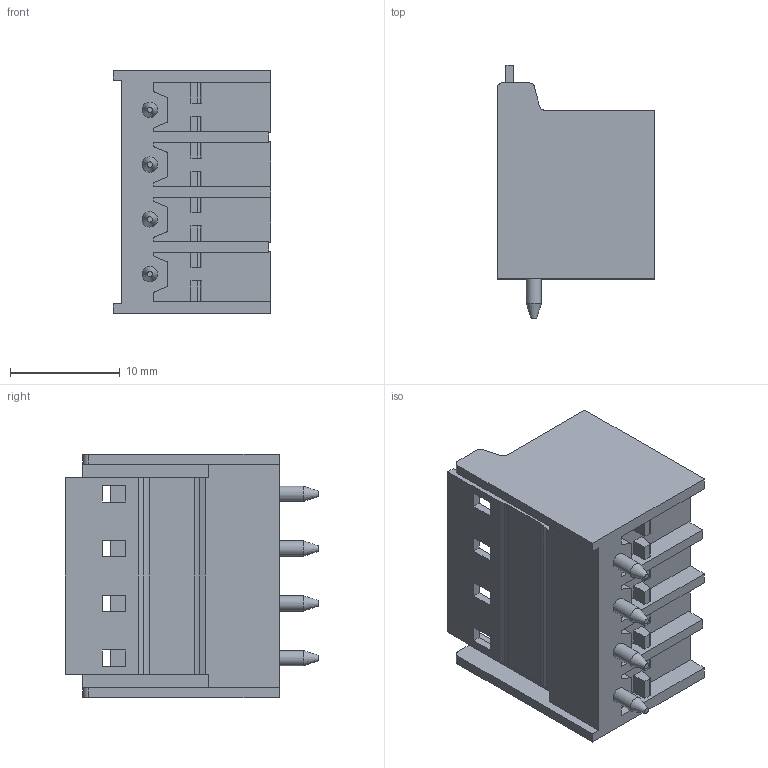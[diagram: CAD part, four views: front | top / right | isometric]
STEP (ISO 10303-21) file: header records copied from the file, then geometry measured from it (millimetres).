
FILE_DESCRIPTION( ( 'STEP AP203' ), '1' );
FILE_NAME( '2092-1404.stp', '2021-09-05T12:47:50', ( 'License CC BY-ND 4.0' ), ( 'CADENAS' ), ' ', 'PARTsolutions', ' ' );
FILE_SCHEMA( ( 'CONFIG_CONTROL_DESIGN' ) );
Length unit declared in the file: millimetre
Products named in the file (1): _2092-1404
Bounding box: 14.4 x 23.1 x 22.2 mm (x, y, z)
Volume: 1429.2 mm3; surface area: 3282.6 mm2
Topology: 1 solids, 1 shells, 254 faces, 730 edges, 486 vertices
Faces by surface type: plane 206, cylinder 40, cone 8
Full cylindrical faces by diameter (mm): 1.4 x8
Entity records: 8134 total; most frequent: CARTESIAN_POINT 1439, ORIENTED_EDGE 1412, DIRECTION 1304, EDGE_CURVE 706, LINE 618, VECTOR 618, VERTEX_POINT 478, AXIS2_PLACEMENT_3D 343
